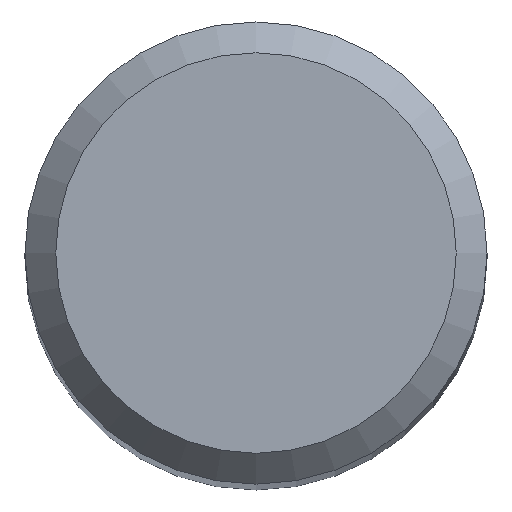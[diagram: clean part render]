
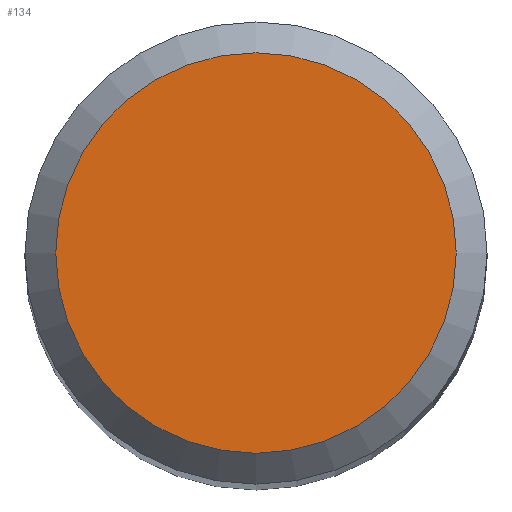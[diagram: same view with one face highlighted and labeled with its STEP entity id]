
A CAD part, top view. The second image highlights one B-rep face of the part: STEP entity #134.
In plain terms, the highlighted free-form (B-spline) face has degree [1, 1] with [2, 2] control points.
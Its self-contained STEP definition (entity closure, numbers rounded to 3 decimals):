
#134 = ADVANCED_FACE('', (#135), #146, .T.);
#135 = FACE_OUTER_BOUND('', #136, .T.);
#136 = EDGE_LOOP('', (#137));
#137 = ORIENTED_EDGE('', *, *, #138, .T.);
#138 = EDGE_CURVE('', #139, #139, #141, .T.);
#139 = VERTEX_POINT('', #140);
#140 = CARTESIAN_POINT('', (2.6, 0., 0.));
#141 = CIRCLE('', #142, 2.6);
#142 = AXIS2_PLACEMENT_3D('', #143, #144, #145);
#143 = CARTESIAN_POINT('', (0., 0., 0.));
#144 = DIRECTION('', (0., 0., 1.));
#145 = DIRECTION('', (1., 0., 0.));
#146 = B_SPLINE_SURFACE_WITH_KNOTS('', 1, 1, ((#147, #148), (#149, #150)), .UNSPECIFIED., .F., .F., .U., (2, 2), (2, 2), (-2.601, 2.601), (-5.601, -0.399), .UNSPECIFIED.);
#147 = CARTESIAN_POINT('', (2.601, 2.601, 0.));
#148 = CARTESIAN_POINT('', (2.601, -2.601, 0.));
#149 = CARTESIAN_POINT('', (-2.601, 2.601, 0.));
#150 = CARTESIAN_POINT('', (-2.601, -2.601, 0.));
